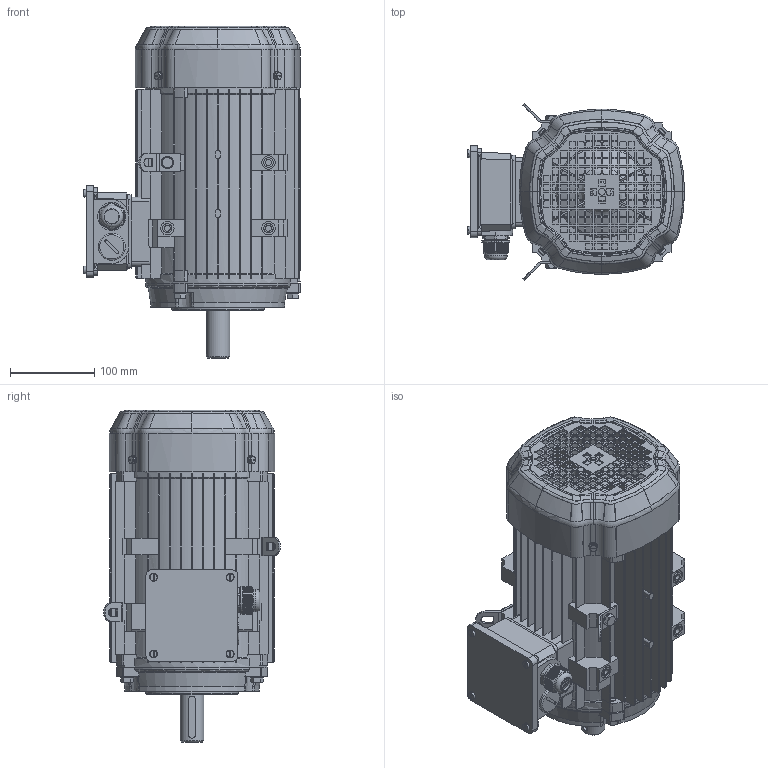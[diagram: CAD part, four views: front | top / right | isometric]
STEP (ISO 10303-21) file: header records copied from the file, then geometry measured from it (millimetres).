
FILE_DESCRIPTION(/* description */ (''),/* implementation_level */ '2;1');
FILE_NAME(/* name */ 'JL3-100-B14A.stp',/* time_stamp */ '2017-08-23T16:55:02+08:00',/* author */ (''),/* organization */ (''),/* preprocessor_version */ 'ST-DEVELOPER v16',/* originating_system */ 'SIEMENS PLM Software NX 10.0',/* authorisation */ '');
FILE_SCHEMA (('AUTOMOTIVE_DESIGN { 1 0 10303 214 3 1 1 1 }'));
Products named in the file (1): JL3-100-B14A
Bounding box: 257.5 x 210.01 x 394 mm (x, y, z)
Volume: 1691425 mm3; surface area: 1017293.1 mm2
Topology: 49 solids, 49 shells, 4165 faces, 11426 edges, 7439 vertices
Faces by surface type: plane 2059, cylinder 1291, bspline 425, torus 204, cone 152, sphere 34
Full cylindrical faces by diameter (mm): 4 x6, 4.48 x8, 4.8 x4, 5 x13, 5.3 x4, 5.8 x14, 7 x18, 8 x13, 8.58 x2, 9 x3, 9.5 x2, 10 x8, 11 x12, 14.785 x2, 15 x7, 16 x12, 17.188 x1, 20.312 x3, 22.6 x1, 23.438 x10, 24.2 x3, 24.219 x6, 25 x18, 25.781 x6, 26.562 x6, 26.953 x1, 28 x1, 30 x6, 32 x1, 33.203 x1
Entity records: 177830 total; most frequent: CARTESIAN_POINT 76868, ORIENTED_EDGE 21794, DIRECTION 19314, EDGE_CURVE 10897, VERTEX_POINT 7248, AXIS2_PLACEMENT_3D 6869, LINE 5576, VECTOR 5576
